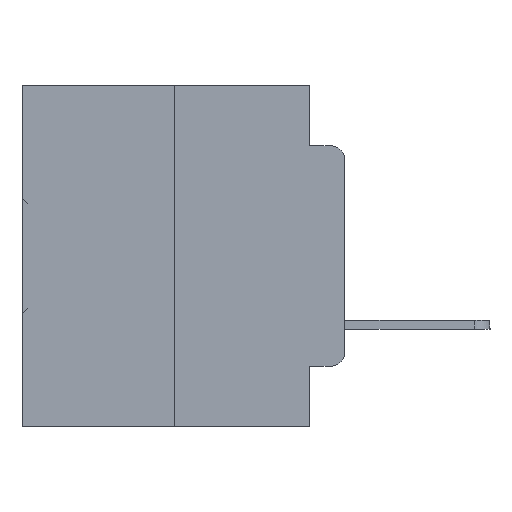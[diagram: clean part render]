
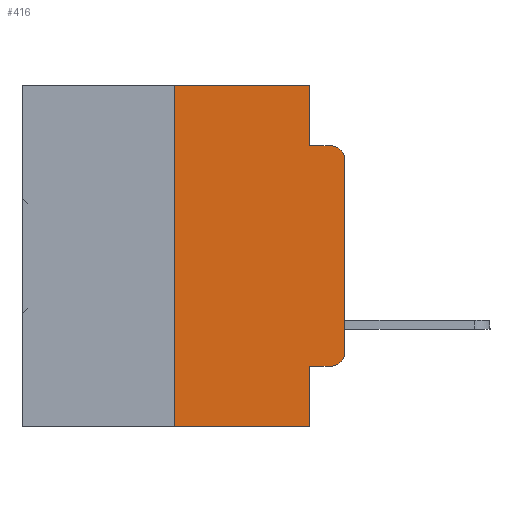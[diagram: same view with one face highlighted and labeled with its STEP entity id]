
A CAD part, left-side view. The second image highlights one B-rep face of the part: STEP entity #416.
In plain terms, the highlighted planar face has unit normal (-1, 0, 0).
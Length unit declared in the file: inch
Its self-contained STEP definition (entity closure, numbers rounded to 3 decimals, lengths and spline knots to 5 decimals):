
#416 = ADVANCED_FACE ( 'NONE', ( #34808 ), #16585, .F. ) ;
#1068 = VECTOR ( 'NONE', #27931, 39.37008 ) ;
#1247 = VERTEX_POINT ( 'NONE', #23700 ) ;
#1451 = DIRECTION ( 'NONE',  ( 0., -1., 0. ) ) ;
#1555 = VECTOR ( 'NONE', #32484, 39.37008 ) ;
#1632 = VECTOR ( 'NONE', #31181, 39.37008 ) ;
#2229 = DIRECTION ( 'NONE',  ( -1., 0., 0. ) ) ;
#2366 = CARTESIAN_POINT ( 'NONE',  ( 0., 0.473, 0. ) ) ;
#5492 = EDGE_CURVE ( 'NONE', #9382, #34332, #21159, .T. ) ;
#5693 = AXIS2_PLACEMENT_3D ( 'NONE', #16235, #32634, #24496 ) ;
#5922 = EDGE_CURVE ( 'NONE', #6880, #33606, #26335, .T. ) ;
#6349 = ORIENTED_EDGE ( 'NONE', *, *, #5492, .T. ) ;
#6459 = CARTESIAN_POINT ( 'NONE',  ( 0., 0.02, -0.4115 ) ) ;
#6786 = EDGE_CURVE ( 'NONE', #15650, #19197, #27581, .T. ) ;
#6880 = VERTEX_POINT ( 'NONE', #9497 ) ;
#6910 = CARTESIAN_POINT ( 'NONE',  ( 0., 0.02, -0.1085 ) ) ;
#7131 = CARTESIAN_POINT ( 'NONE',  ( 0., 0., 0. ) ) ;
#7454 = DIRECTION ( 'NONE',  ( 0., 0., -1. ) ) ;
#7506 = EDGE_CURVE ( 'NONE', #12373, #9382, #20623, .T. ) ;
#7671 = ORIENTED_EDGE ( 'NONE', *, *, #33815, .F. ) ;
#8046 = CARTESIAN_POINT ( 'NONE',  ( 0., 0.051, 0. ) ) ;
#8164 = CARTESIAN_POINT ( 'NONE',  ( 0., 0.051, 0. ) ) ;
#9104 = ORIENTED_EDGE ( 'NONE', *, *, #7506, .T. ) ;
#9382 = VERTEX_POINT ( 'NONE', #24880 ) ;
#9497 = CARTESIAN_POINT ( 'NONE',  ( 0., 0.051, -0.0885 ) ) ;
#9815 = DIRECTION ( 'NONE',  ( 0., 0., -1. ) ) ;
#11786 = LINE ( 'NONE', #20083, #14088 ) ;
#12122 = ORIENTED_EDGE ( 'NONE', *, *, #14803, .T. ) ;
#12373 = VERTEX_POINT ( 'NONE', #6459 ) ;
#13537 = VECTOR ( 'NONE', #15940, 39.37008 ) ;
#14088 = VECTOR ( 'NONE', #28739, 39.37008 ) ;
#14224 = CARTESIAN_POINT ( 'NONE',  ( 0., 0.473, -0.5 ) ) ;
#14486 = ORIENTED_EDGE ( 'NONE', *, *, #5922, .F. ) ;
#14631 = CIRCLE ( 'NONE', #26705, 0.02 ) ;
#14803 = EDGE_CURVE ( 'NONE', #1247, #12373, #25390, .T. ) ;
#14835 = EDGE_CURVE ( 'NONE', #19297, #18746, #19988, .T. ) ;
#15650 = VERTEX_POINT ( 'NONE', #26953 ) ;
#15873 = VECTOR ( 'NONE', #1451, 39.37008 ) ;
#15940 = DIRECTION ( 'NONE',  ( 0., 0., 1. ) ) ;
#16235 = CARTESIAN_POINT ( 'NONE',  ( 0., 0.473, 0. ) ) ;
#16585 = PLANE ( 'NONE',  #5693 ) ;
#16879 = DIRECTION ( 'NONE',  ( 0., 0., -1. ) ) ;
#16944 = CARTESIAN_POINT ( 'NONE',  ( 0., 0.051, -0.4115 ) ) ;
#17696 = CARTESIAN_POINT ( 'NONE',  ( 0., 0.051, -0.5 ) ) ;
#17897 = DIRECTION ( 'NONE',  ( -1., 0., 0. ) ) ;
#18746 = VERTEX_POINT ( 'NONE', #17696 ) ;
#19197 = VERTEX_POINT ( 'NONE', #8046 ) ;
#19297 = VERTEX_POINT ( 'NONE', #31539 ) ;
#19664 = ORIENTED_EDGE ( 'NONE', *, *, #21216, .T. ) ;
#19988 = LINE ( 'NONE', #14224, #1068 ) ;
#20083 = CARTESIAN_POINT ( 'NONE',  ( 0., 0.051, 0. ) ) ;
#20623 = CIRCLE ( 'NONE', #31611, 0.02 ) ;
#20909 = ORIENTED_EDGE ( 'NONE', *, *, #22268, .F. ) ;
#21108 = ORIENTED_EDGE ( 'NONE', *, *, #30529, .F. ) ;
#21159 = LINE ( 'NONE', #7131, #13537 ) ;
#21216 = EDGE_CURVE ( 'NONE', #34332, #33606, #14631, .T. ) ;
#22070 = CARTESIAN_POINT ( 'NONE',  ( 0., 0.02, -0.0885 ) ) ;
#22268 = EDGE_CURVE ( 'NONE', #19197, #6880, #11786, .T. ) ;
#23498 = CARTESIAN_POINT ( 'NONE',  ( 0., 0., -0.1085 ) ) ;
#23700 = CARTESIAN_POINT ( 'NONE',  ( 0., 0.051, -0.4115 ) ) ;
#23846 = CARTESIAN_POINT ( 'NONE',  ( 0., 0.02, -0.3915 ) ) ;
#24496 = DIRECTION ( 'NONE',  ( 0., 0., -1. ) ) ;
#24529 = LINE ( 'NONE', #8164, #30094 ) ;
#24880 = CARTESIAN_POINT ( 'NONE',  ( 0., 0., -0.3915 ) ) ;
#25390 = LINE ( 'NONE', #16944, #1632 ) ;
#26335 = LINE ( 'NONE', #29423, #15873 ) ;
#26705 = AXIS2_PLACEMENT_3D ( 'NONE', #6910, #17897, #16879 ) ;
#26953 = CARTESIAN_POINT ( 'NONE',  ( 0., 0.25, 0. ) ) ;
#27113 = VECTOR ( 'NONE', #27644, 39.37008 ) ;
#27581 = LINE ( 'NONE', #2366, #1555 ) ;
#27644 = DIRECTION ( 'NONE',  ( 0., 0., 1. ) ) ;
#27931 = DIRECTION ( 'NONE',  ( 0., -1., 0. ) ) ;
#28675 = EDGE_LOOP ( 'NONE', ( #6349, #19664, #14486, #20909, #29166, #21108, #34804, #7671, #12122, #9104 ) ) ;
#28739 = DIRECTION ( 'NONE',  ( 0., 0., -1. ) ) ;
#29166 = ORIENTED_EDGE ( 'NONE', *, *, #6786, .F. ) ;
#29423 = CARTESIAN_POINT ( 'NONE',  ( 0., 0.051, -0.0885 ) ) ;
#29988 = CARTESIAN_POINT ( 'NONE',  ( 0., 0.25, 0. ) ) ;
#30094 = VECTOR ( 'NONE', #7454, 39.37008 ) ;
#30161 = LINE ( 'NONE', #29988, #27113 ) ;
#30529 = EDGE_CURVE ( 'NONE', #19297, #15650, #30161, .T. ) ;
#31181 = DIRECTION ( 'NONE',  ( 0., -1., 0. ) ) ;
#31539 = CARTESIAN_POINT ( 'NONE',  ( 0., 0.25, -0.5 ) ) ;
#31611 = AXIS2_PLACEMENT_3D ( 'NONE', #23846, #2229, #9815 ) ;
#32484 = DIRECTION ( 'NONE',  ( 0., -1., 0. ) ) ;
#32634 = DIRECTION ( 'NONE',  ( 1., 0., 0. ) ) ;
#33606 = VERTEX_POINT ( 'NONE', #22070 ) ;
#33815 = EDGE_CURVE ( 'NONE', #1247, #18746, #24529, .T. ) ;
#34332 = VERTEX_POINT ( 'NONE', #23498 ) ;
#34804 = ORIENTED_EDGE ( 'NONE', *, *, #14835, .T. ) ;
#34808 = FACE_OUTER_BOUND ( 'NONE', #28675, .T. ) ;
